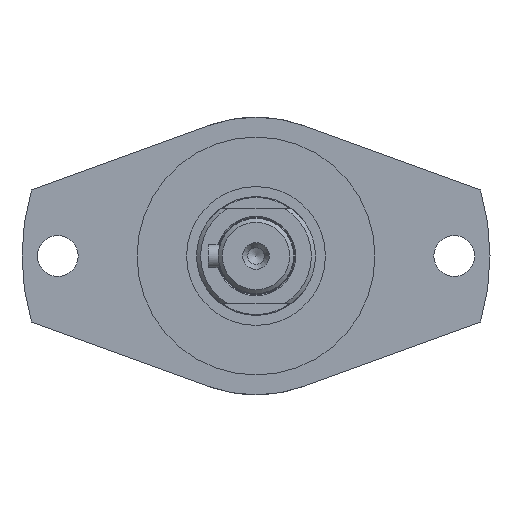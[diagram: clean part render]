
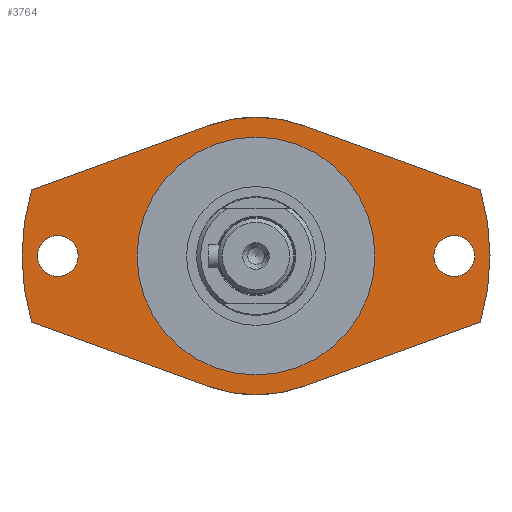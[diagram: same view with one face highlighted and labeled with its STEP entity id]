
A CAD part, left-side view. The second image highlights one B-rep face of the part: STEP entity #3764.
In plain terms, the highlighted planar face has unit normal (-1, 0, 0).
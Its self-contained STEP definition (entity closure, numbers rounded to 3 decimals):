
#126=FACE_BOUND('',#626,.T.);
#127=FACE_BOUND('',#627,.T.);
#128=FACE_BOUND('',#628,.T.);
#228=PLANE('',#4120);
#404=FACE_OUTER_BOUND('',#625,.T.);
#625=EDGE_LOOP('',(#3119,#3120,#3121,#3122,#3123,#3124,#3125,#3126));
#626=EDGE_LOOP('',(#3127));
#627=EDGE_LOOP('',(#3128));
#628=EDGE_LOOP('',(#3129,#3130));
#916=LINE('',#6299,#1203);
#917=LINE('',#6302,#1204);
#918=LINE('',#6304,#1205);
#919=LINE('',#6307,#1206);
#1203=VECTOR('',#5029,10.);
#1204=VECTOR('',#5032,10.);
#1205=VECTOR('',#5033,10.);
#1206=VECTOR('',#5036,10.);
#1385=CIRCLE('',#4110,59.);
#1386=CIRCLE('',#4112,30.);
#1387=CIRCLE('',#4113,30.);
#1391=CIRCLE('',#4119,59.);
#1392=CIRCLE('',#4121,35.);
#1393=CIRCLE('',#4122,35.);
#1394=CIRCLE('',#4123,5.15);
#1395=CIRCLE('',#4124,5.15);
#1708=VERTEX_POINT('',#6272);
#1709=VERTEX_POINT('',#6274);
#1710=VERTEX_POINT('',#6278);
#1711=VERTEX_POINT('',#6279);
#1714=VERTEX_POINT('',#6289);
#1717=VERTEX_POINT('',#6294);
#1718=VERTEX_POINT('',#6298);
#1719=VERTEX_POINT('',#6300);
#1720=VERTEX_POINT('',#6303);
#1721=VERTEX_POINT('',#6305);
#1722=VERTEX_POINT('',#6308);
#1723=VERTEX_POINT('',#6310);
#2192=EDGE_CURVE('',#1708,#1709,#1385,.T.);
#2194=EDGE_CURVE('',#1710,#1711,#1386,.T.);
#2195=EDGE_CURVE('',#1711,#1710,#1387,.T.);
#2202=EDGE_CURVE('',#1717,#1714,#1391,.T.);
#2203=EDGE_CURVE('',#1708,#1718,#916,.T.);
#2204=EDGE_CURVE('',#1718,#1719,#1392,.T.);
#2205=EDGE_CURVE('',#1719,#1714,#917,.T.);
#2206=EDGE_CURVE('',#1717,#1720,#918,.T.);
#2207=EDGE_CURVE('',#1720,#1721,#1393,.T.);
#2208=EDGE_CURVE('',#1721,#1709,#919,.T.);
#2209=EDGE_CURVE('',#1722,#1722,#1394,.T.);
#2210=EDGE_CURVE('',#1723,#1723,#1395,.T.);
#3119=ORIENTED_EDGE('',*,*,#2203,.T.);
#3120=ORIENTED_EDGE('',*,*,#2204,.T.);
#3121=ORIENTED_EDGE('',*,*,#2205,.T.);
#3122=ORIENTED_EDGE('',*,*,#2202,.F.);
#3123=ORIENTED_EDGE('',*,*,#2206,.T.);
#3124=ORIENTED_EDGE('',*,*,#2207,.T.);
#3125=ORIENTED_EDGE('',*,*,#2208,.T.);
#3126=ORIENTED_EDGE('',*,*,#2192,.F.);
#3127=ORIENTED_EDGE('',*,*,#2209,.T.);
#3128=ORIENTED_EDGE('',*,*,#2210,.T.);
#3129=ORIENTED_EDGE('',*,*,#2194,.T.);
#3130=ORIENTED_EDGE('',*,*,#2195,.T.);
#3764=ADVANCED_FACE('',(#404,#126,#127,#128),#228,.T.);
#4110=AXIS2_PLACEMENT_3D('',#6275,#5003,#5004);
#4112=AXIS2_PLACEMENT_3D('',#6280,#5008,#5009);
#4113=AXIS2_PLACEMENT_3D('',#6281,#5010,#5011);
#4119=AXIS2_PLACEMENT_3D('',#6296,#5025,#5026);
#4120=AXIS2_PLACEMENT_3D('',#6297,#5027,#5028);
#4121=AXIS2_PLACEMENT_3D('',#6301,#5030,#5031);
#4122=AXIS2_PLACEMENT_3D('',#6306,#5034,#5035);
#4123=AXIS2_PLACEMENT_3D('',#6309,#5037,#5038);
#4124=AXIS2_PLACEMENT_3D('',#6311,#5039,#5040);
#5003=DIRECTION('center_axis',(1.,0.,0.));
#5004=DIRECTION('ref_axis',(0.,1.,0.));
#5008=DIRECTION('center_axis',(1.,0.,0.));
#5009=DIRECTION('ref_axis',(0.,1.,0.));
#5010=DIRECTION('center_axis',(1.,0.,0.));
#5011=DIRECTION('ref_axis',(0.,1.,0.));
#5025=DIRECTION('center_axis',(1.,0.,0.));
#5026=DIRECTION('ref_axis',(0.,1.,0.));
#5027=DIRECTION('center_axis',(-1.,0.,0.));
#5028=DIRECTION('ref_axis',(0.,0.,1.));
#5029=DIRECTION('',(0.,-0.94,-0.342));
#5030=DIRECTION('center_axis',(-1.,0.,0.));
#5031=DIRECTION('ref_axis',(0.,-0.342,0.94));
#5032=DIRECTION('',(0.,-0.94,0.342));
#5033=DIRECTION('',(0.,0.94,0.342));
#5034=DIRECTION('center_axis',(-1.,0.,0.));
#5035=DIRECTION('ref_axis',(0.,0.342,-0.94));
#5036=DIRECTION('',(0.,0.94,-0.342));
#5037=DIRECTION('center_axis',(1.,0.,0.));
#5038=DIRECTION('ref_axis',(0.,0.,
-1.));
#5039=DIRECTION('center_axis',(1.,0.,0.));
#5040=DIRECTION('ref_axis',(0.,0.,
-1.));
#6272=CARTESIAN_POINT('',(-155.,56.604,-16.644));
#6274=CARTESIAN_POINT('',(-155.,56.604,16.644));
#6275=CARTESIAN_POINT('Origin',(-155.,0.,0.));
#6278=CARTESIAN_POINT('',(-155.,30.,0.));
#6279=CARTESIAN_POINT('',(-155.,-30.,0.));
#6280=CARTESIAN_POINT('Origin',(-155.,0.,0.));
#6281=CARTESIAN_POINT('Origin',(-155.,0.,0.));
#6289=CARTESIAN_POINT('',(-155.,-56.604,-16.644));
#6294=CARTESIAN_POINT('',(-155.,-56.604,16.644));
#6296=CARTESIAN_POINT('Origin',(-155.,0.,0.));
#6297=CARTESIAN_POINT('Origin',(-155.,44.5,0.));
#6298=CARTESIAN_POINT('',(-155.,11.971,-32.889));
#6299=CARTESIAN_POINT('',(-155.,76.799,-9.294));
#6300=CARTESIAN_POINT('',(-155.,-11.971,-32.889));
#6301=CARTESIAN_POINT('Origin',(-155.,0.,0.));
#6302=CARTESIAN_POINT('',(-155.,7.677,-40.04));
#6303=CARTESIAN_POINT('',(-155.,-11.971,32.889));
#6304=CARTESIAN_POINT('',(-155.,-37.505,23.596));
#6305=CARTESIAN_POINT('',(-155.,11.971,32.889));
#6306=CARTESIAN_POINT('Origin',(-155.,0.,0.));
#6307=CARTESIAN_POINT('',(-155.,31.618,25.738));
#6308=CARTESIAN_POINT('',(-155.,-50.,5.15));
#6309=CARTESIAN_POINT('Origin',(-155.,-50.,0.));
#6310=CARTESIAN_POINT('',(-155.,50.,5.15));
#6311=CARTESIAN_POINT('Origin',(-155.,50.,0.));
